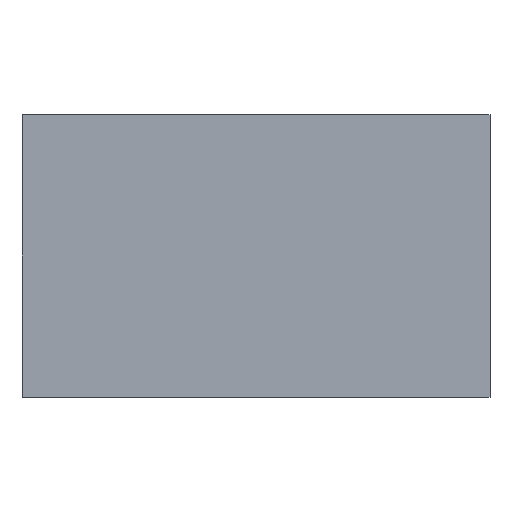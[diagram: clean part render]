
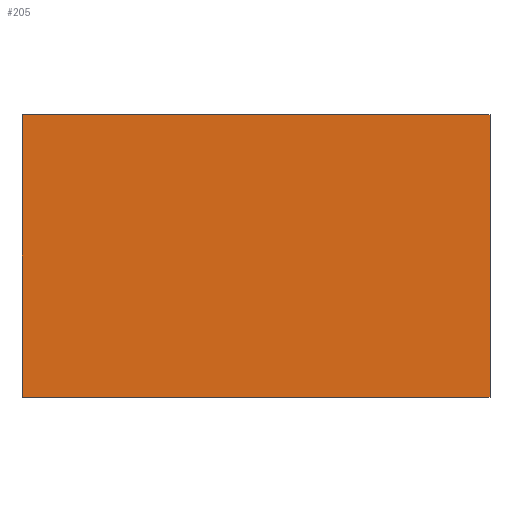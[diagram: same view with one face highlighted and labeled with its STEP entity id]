
A CAD part, front view. The second image highlights one B-rep face of the part: STEP entity #205.
In plain terms, the highlighted planar face has unit normal (0, -1, 0).
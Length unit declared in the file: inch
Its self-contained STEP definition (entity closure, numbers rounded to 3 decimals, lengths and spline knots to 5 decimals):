
#19=FACE_OUTER_BOUND('',#30,.T.);
#30=EDGE_LOOP('',(#156,#157,#158,#159));
#37=LINE('',#292,#64);
#52=LINE('',#322,#79);
#53=LINE('',#324,#80);
#54=LINE('',#325,#81);
#64=VECTOR('',#241,0.3937);
#79=VECTOR('',#264,0.3937);
#80=VECTOR('',#265,0.3937);
#81=VECTOR('',#266,0.3937);
#91=VERTEX_POINT('',#290);
#92=VERTEX_POINT('',#291);
#103=VERTEX_POINT('',#321);
#104=VERTEX_POINT('',#323);
#109=EDGE_CURVE('',#91,#92,#37,.T.);
#124=EDGE_CURVE('',#103,#92,#52,.T.);
#125=EDGE_CURVE('',#103,#104,#53,.F.);
#126=EDGE_CURVE('',#104,#91,#54,.T.);
#156=ORIENTED_EDGE('',*,*,#109,.T.);
#157=ORIENTED_EDGE('',*,*,#124,.F.);
#158=ORIENTED_EDGE('',*,*,#125,.T.);
#159=ORIENTED_EDGE('',*,*,#126,.T.);
#194=PLANE('',#230);
#205=ADVANCED_FACE('',(#19),#194,.T.);
#230=AXIS2_PLACEMENT_3D('',#320,#262,#263);
#241=DIRECTION('',(0.,0.,-1.));
#262=DIRECTION('center_axis',(0.,-1.,0.));
#263=DIRECTION('ref_axis',(0.,0.,
1.));
#264=DIRECTION('',(-1.,0.,0.));
#265=DIRECTION('',(0.,0.,-1.));
#266=DIRECTION('',(-1.,0.,0.));
#290=CARTESIAN_POINT('',(-31.875,23.87495,4.26356));
#291=CARTESIAN_POINT('',(-31.875,23.87495,-0.48644));
#292=CARTESIAN_POINT('',(-31.875,23.87495,0.70106));
#320=CARTESIAN_POINT('Origin',(0.,23.87495,-0.48644));
#321=CARTESIAN_POINT('',(-24.,23.87495,-0.48644));
#322=CARTESIAN_POINT('',(0.,23.87495,-0.48644));
#323=CARTESIAN_POINT('',(-24.,23.87495,4.26356));
#324=CARTESIAN_POINT('',(-24.,23.87495,1.88856));
#325=CARTESIAN_POINT('',(0.,23.87495,4.26356));
